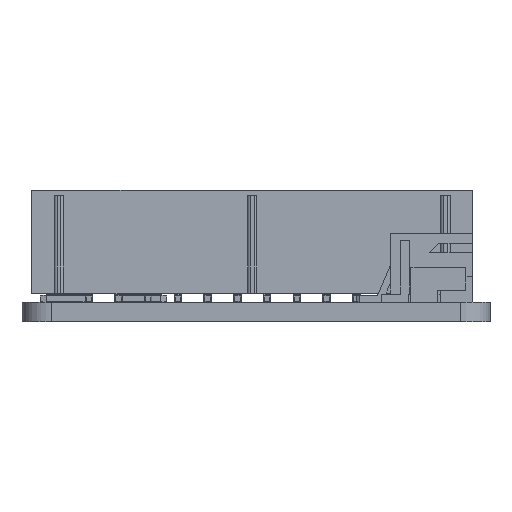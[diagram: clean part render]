
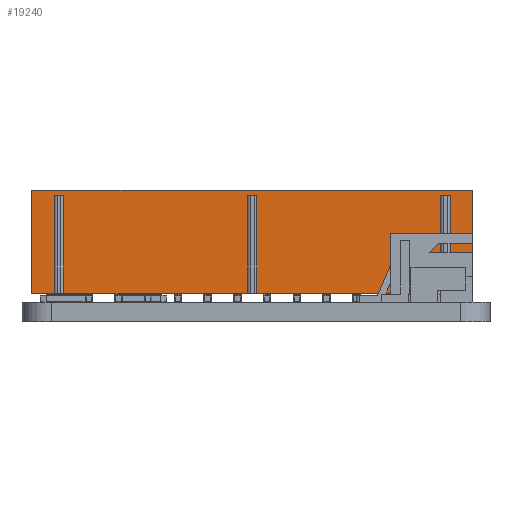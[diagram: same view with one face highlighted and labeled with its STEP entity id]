
A CAD part, left-side view. The second image highlights one B-rep face of the part: STEP entity #19240.
In plain terms, the highlighted face is planar.
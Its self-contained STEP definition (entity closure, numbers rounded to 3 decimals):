
#902=PLANE('',#20648);
#1819=FACE_OUTER_BOUND('',#3022,.T.);
#3022=EDGE_LOOP('',(#14218,#14219,#14220,#14221,#14222,#14223,#14224,#14225,
#14226,#14227,#14228,#14229,#14230,#14231,#14232,#14233));
#4121=LINE('',#27378,#6328);
#4161=LINE('',#27457,#6368);
#4163=LINE('',#27465,#6370);
#4165=LINE('',#27473,#6372);
#4167=LINE('',#27481,#6374);
#4196=LINE('',#27537,#6403);
#4256=LINE('',#27655,#6463);
#4259=LINE('',#27663,#6466);
#4260=LINE('',#27668,#6467);
#4264=LINE('',#27677,#6471);
#4265=LINE('',#27682,#6472);
#4269=LINE('',#27691,#6476);
#4270=LINE('',#27693,#6477);
#4271=LINE('',#27695,#6478);
#4272=LINE('',#27696,#6479);
#4273=LINE('',#27697,#6480);
#6328=VECTOR('',#22535,10.);
#6368=VECTOR('',#22597,10.);
#6370=VECTOR('',#22603,10.);
#6372=VECTOR('',#22609,10.);
#6374=VECTOR('',#22615,10.);
#6403=VECTOR('',#22646,10.);
#6463=VECTOR('',#22762,10.);
#6466=VECTOR('',#22771,10.);
#6467=VECTOR('',#22776,10.);
#6471=VECTOR('',#22786,10.);
#6472=VECTOR('',#22791,10.);
#6476=VECTOR('',#22801,10.);
#6477=VECTOR('',#22804,10.);
#6478=VECTOR('',#22807,10.);
#6479=VECTOR('',#22808,10.);
#6480=VECTOR('',#22809,10.);
#8877=VERTEX_POINT('',#27375);
#8878=VERTEX_POINT('',#27377);
#8905=VERTEX_POINT('',#27454);
#8906=VERTEX_POINT('',#27456);
#8909=VERTEX_POINT('',#27462);
#8910=VERTEX_POINT('',#27464);
#8913=VERTEX_POINT('',#27470);
#8914=VERTEX_POINT('',#27472);
#8917=VERTEX_POINT('',#27478);
#8918=VERTEX_POINT('',#27480);
#8973=VERTEX_POINT('',#27651);
#8976=VERTEX_POINT('',#27661);
#8978=VERTEX_POINT('',#27666);
#8980=VERTEX_POINT('',#27675);
#8982=VERTEX_POINT('',#27680);
#8984=VERTEX_POINT('',#27689);
#10797=EDGE_CURVE('',#8877,#8878,#4121,.T.);
#10837=EDGE_CURVE('',#8905,#8906,#4161,.T.);
#10841=EDGE_CURVE('',#8909,#8910,#4163,.T.);
#10845=EDGE_CURVE('',#8913,#8914,#4165,.T.);
#10849=EDGE_CURVE('',#8917,#8918,#4167,.T.);
#10878=EDGE_CURVE('',#8918,#8877,#4196,.T.);
#10939=EDGE_CURVE('',#8973,#8906,#4256,.T.);
#10943=EDGE_CURVE('',#8909,#8976,#4259,.T.);
#10945=EDGE_CURVE('',#8917,#8978,#4260,.T.);
#10950=EDGE_CURVE('',#8980,#8914,#4264,.T.);
#10952=EDGE_CURVE('',#8913,#8982,#4265,.T.);
#10957=EDGE_CURVE('',#8984,#8910,#4269,.T.);
#10958=EDGE_CURVE('',#8978,#8980,#4270,.T.);
#10959=EDGE_CURVE('',#8982,#8984,#4271,.T.);
#10960=EDGE_CURVE('',#8976,#8973,#4272,.T.);
#10961=EDGE_CURVE('',#8905,#8878,#4273,.T.);
#14218=ORIENTED_EDGE('',*,*,#10945,.T.);
#14219=ORIENTED_EDGE('',*,*,#10958,.T.);
#14220=ORIENTED_EDGE('',*,*,#10950,.T.);
#14221=ORIENTED_EDGE('',*,*,#10845,.F.);
#14222=ORIENTED_EDGE('',*,*,#10952,.T.);
#14223=ORIENTED_EDGE('',*,*,#10959,.T.);
#14224=ORIENTED_EDGE('',*,*,#10957,.T.);
#14225=ORIENTED_EDGE('',*,*,#10841,.F.);
#14226=ORIENTED_EDGE('',*,*,#10943,.T.);
#14227=ORIENTED_EDGE('',*,*,#10960,.T.);
#14228=ORIENTED_EDGE('',*,*,#10939,.T.);
#14229=ORIENTED_EDGE('',*,*,#10837,.F.);
#14230=ORIENTED_EDGE('',*,*,#10961,.T.);
#14231=ORIENTED_EDGE('',*,*,#10797,.F.);
#14232=ORIENTED_EDGE('',*,*,#10878,.F.);
#14233=ORIENTED_EDGE('',*,*,#10849,.F.);
#19240=ADVANCED_FACE('',(#1819),#902,.T.);
#20648=AXIS2_PLACEMENT_3D('',#27694,#22805,#22806);
#22535=DIRECTION('',(-1.,0.,0.));
#22597=DIRECTION('',(1.,0.,0.));
#22603=DIRECTION('',(1.,0.,0.));
#22609=DIRECTION('',(1.,0.,0.));
#22615=DIRECTION('',(1.,0.,0.));
#22646=DIRECTION('',(0.,0.,1.));
#22762=DIRECTION('',(0.,0.,-1.));
#22771=DIRECTION('',(0.,0.,1.));
#22776=DIRECTION('',(0.,0.,1.));
#22786=DIRECTION('',(0.,0.,-1.));
#22791=DIRECTION('',(0.,0.,1.));
#22801=DIRECTION('',(0.,0.,-1.));
#22804=DIRECTION('',(-1.,0.,0.));
#22805=DIRECTION('center_axis',(0.,1.,0.));
#22806=DIRECTION('ref_axis',(-1.,0.,0.));
#22807=DIRECTION('',(-1.,0.,0.));
#22808=DIRECTION('',(-1.,0.,0.));
#22809=DIRECTION('',(0.,0.,1.));
#27375=CARTESIAN_POINT('',(18.84,4.4,9.6));
#27377=CARTESIAN_POINT('',(-18.84,4.4,9.6));
#27378=CARTESIAN_POINT('',(-18.84,4.4,9.6));
#27454=CARTESIAN_POINT('',(-18.84,4.4,0.8));
#27456=CARTESIAN_POINT('',(-16.91,4.4,0.8));
#27457=CARTESIAN_POINT('',(-18.84,4.4,0.8));
#27462=CARTESIAN_POINT('',(-16.11,4.4,0.8));
#27464=CARTESIAN_POINT('',(-0.4,4.4,0.8));
#27465=CARTESIAN_POINT('',(-18.84,4.4,0.8));
#27470=CARTESIAN_POINT('',(0.4,4.4,0.8));
#27472=CARTESIAN_POINT('',(16.11,4.4,0.8));
#27473=CARTESIAN_POINT('',(-18.84,4.4,0.8));
#27478=CARTESIAN_POINT('',(16.91,4.4,0.8));
#27480=CARTESIAN_POINT('',(18.84,4.4,0.8));
#27481=CARTESIAN_POINT('',(-18.84,4.4,0.8));
#27537=CARTESIAN_POINT('',(18.84,4.4,0.8));
#27651=CARTESIAN_POINT('',(-16.91,4.4,9.1));
#27655=CARTESIAN_POINT('',(-16.91,4.4,0.8));
#27661=CARTESIAN_POINT('',(-16.11,4.4,9.1));
#27663=CARTESIAN_POINT('',(-16.11,4.4,0.8));
#27666=CARTESIAN_POINT('',(16.91,4.4,9.1));
#27668=CARTESIAN_POINT('',(16.91,4.4,0.8));
#27675=CARTESIAN_POINT('',(16.11,4.4,9.1));
#27677=CARTESIAN_POINT('',(16.11,4.4,0.8));
#27680=CARTESIAN_POINT('',(0.4,4.4,9.1));
#27682=CARTESIAN_POINT('',(0.4,4.4,0.8));
#27689=CARTESIAN_POINT('',(-0.4,4.4,9.1));
#27691=CARTESIAN_POINT('',(-0.4,4.4,0.8));
#27693=CARTESIAN_POINT('',(9.42,4.4,9.1));
#27694=CARTESIAN_POINT('Origin',(18.84,4.4,0.8));
#27695=CARTESIAN_POINT('',(9.42,4.4,9.1));
#27696=CARTESIAN_POINT('',(9.42,4.4,9.1));
#27697=CARTESIAN_POINT('',(-18.84,4.4,0.8));
